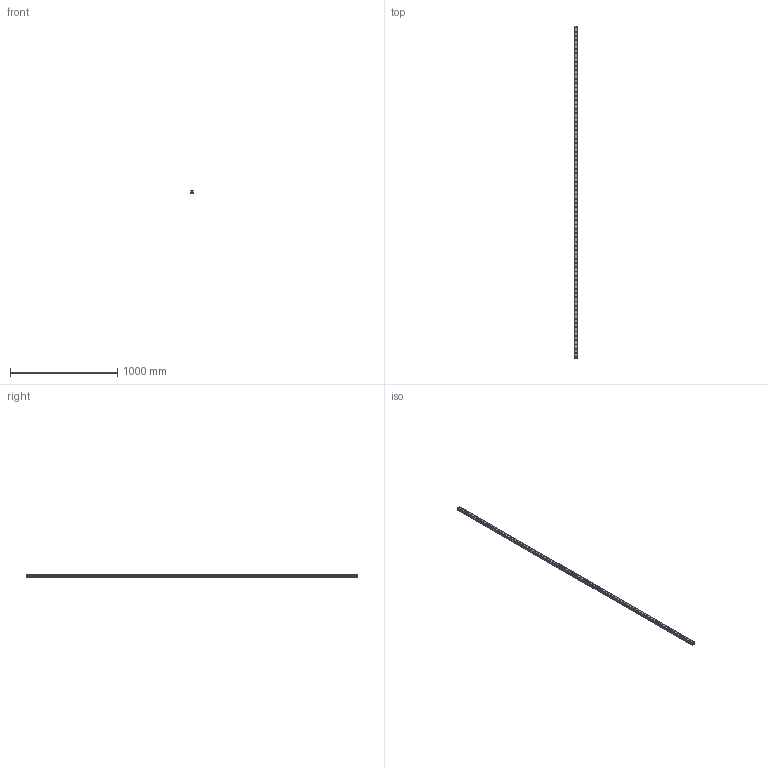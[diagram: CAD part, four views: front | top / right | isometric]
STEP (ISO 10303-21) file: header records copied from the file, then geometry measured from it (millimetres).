
FILE_DESCRIPTION(('STEP AP214'),'1');
FILE_NAME('cctmp_D044BE81-A247-4D4C-AE93-E5B6ECA22D87_2021_03_11_11_57_14_0566..stp','2021-03-11T10:57:14',('HIWIN GmbH'),('CADClick - www.CADClick.com'),'Spatial InterOp 3D',' ','unknown authorization');
FILE_SCHEMA(('AUTOMOTIVE_DESIGN'));
Length unit declared in the file: millimetre
Products named in the file (1): RGR30R3100H_FILE
Bounding box: 28 x 3100 x 28 mm (x, y, z)
Volume: 1777638.1 mm3; surface area: 460295.4 mm2
Topology: 1 solids, 1 shells, 817 faces, 1731 edges, 1154 vertices
Faces by surface type: cylinder 486, plane 331
Entity records: 28977 total; most frequent: DIRECTION 4339, CARTESIAN_POINT 3703, ORIENTED_EDGE 3462, AXIS2_PLACEMENT_3D 1790, EDGE_CURVE 1731, VERTEX_POINT 1154, EDGE_LOOP 1055, CIRCLE 972
